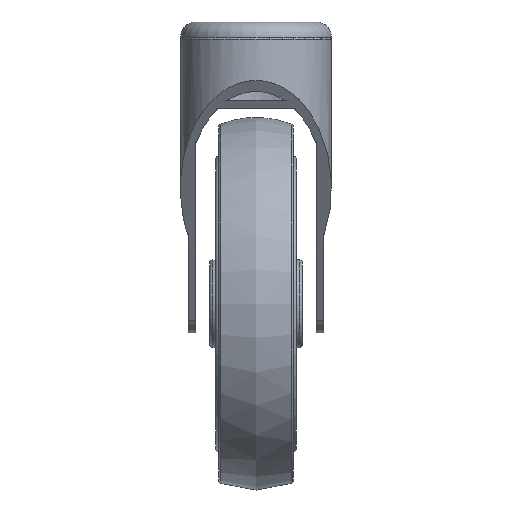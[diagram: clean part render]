
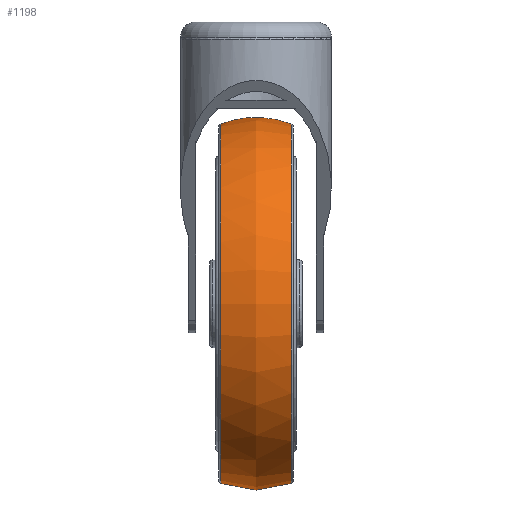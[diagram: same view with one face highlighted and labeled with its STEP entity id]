
A CAD part, front view. The second image highlights one B-rep face of the part: STEP entity #1198.
In plain terms, the highlighted free-form (B-spline) face has degree [2, 2] with [3, 9] control points.
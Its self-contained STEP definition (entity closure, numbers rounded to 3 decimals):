
#15=(
BOUNDED_CURVE()
B_SPLINE_CURVE(2,(#2228,#2229,#2230),.UNSPECIFIED.,.F.,.F.)
B_SPLINE_CURVE_WITH_KNOTS((3,3),(-0.374,0.374),
 .UNSPECIFIED.)
CURVE()
GEOMETRIC_REPRESENTATION_ITEM()
RATIONAL_B_SPLINE_CURVE((1.,0.931,1.))
REPRESENTATION_ITEM('')
);
#40=(
BOUNDED_SURFACE()
B_SPLINE_SURFACE(2,2,((#2200,#2201,#2202,#2203,#2204,#2205,#2206,#2207,
#2208),(#2209,#2210,#2211,#2212,#2213,#2214,#2215,#2216,#2217),(#2218,#2219,
#2220,#2221,#2222,#2223,#2224,#2225,#2226)),.UNSPECIFIED.,.F.,.T.,.F.)
B_SPLINE_SURFACE_WITH_KNOTS((3,3),(3,2,2,2,3),(-0.374,0.374),
(-3.142,-1.571,0.,1.571,3.142),
 .UNSPECIFIED.)
GEOMETRIC_REPRESENTATION_ITEM()
RATIONAL_B_SPLINE_SURFACE(((1.,0.707,1.,0.707,1.,
0.707,1.,0.707,1.),(0.931,0.658,
0.931,0.658,0.931,0.658,
0.931,0.658,0.931),(1.,0.707,
1.,0.707,1.,0.707,1.,0.707,1.)))
REPRESENTATION_ITEM('')
SURFACE()
);
#192=CIRCLE('',#1337,60.257);
#193=CIRCLE('',#1338,60.257);
#195=CIRCLE('',#1341,60.257);
#196=CIRCLE('',#1342,60.257);
#273=FACE_OUTER_BOUND('',#391,.T.);
#391=EDGE_LOOP('',(#1004,#1005,#1006,#1007,#1008,#1009));
#609=VERTEX_POINT('',#2193);
#610=VERTEX_POINT('',#2194);
#612=VERTEX_POINT('',#2227);
#613=VERTEX_POINT('',#2231);
#746=EDGE_CURVE('',#609,#610,#192,.T.);
#747=EDGE_CURVE('',#610,#609,#193,.T.);
#749=EDGE_CURVE('',#610,#612,#15,.T.);
#750=EDGE_CURVE('',#613,#612,#195,.T.);
#751=EDGE_CURVE('',#612,#613,#196,.T.);
#1004=ORIENTED_EDGE('',*,*,#746,.F.);
#1005=ORIENTED_EDGE('',*,*,#747,.F.);
#1006=ORIENTED_EDGE('',*,*,#749,.T.);
#1007=ORIENTED_EDGE('',*,*,#750,.F.);
#1008=ORIENTED_EDGE('',*,*,#751,.F.);
#1009=ORIENTED_EDGE('',*,*,#749,.F.);
#1198=ADVANCED_FACE('',(#273),#40,.F.);
#1337=AXIS2_PLACEMENT_3D('',#2195,#1652,#1653);
#1338=AXIS2_PLACEMENT_3D('',#2196,#1654,#1655);
#1341=AXIS2_PLACEMENT_3D('',#2232,#1660,#1661);
#1342=AXIS2_PLACEMENT_3D('',#2233,#1662,#1663);
#1652=DIRECTION('center_axis',(1.,0.,0.));
#1653=DIRECTION('ref_axis',(0.,-1.,0.));
#1654=DIRECTION('center_axis',(1.,0.,0.));
#1655=DIRECTION('ref_axis',(0.,-1.,0.));
#1660=DIRECTION('center_axis',(-1.,0.,0.));
#1661=DIRECTION('ref_axis',(0.,-1.,0.));
#1662=DIRECTION('center_axis',(-1.,0.,0.));
#1663=DIRECTION('ref_axis',(0.,-1.,0.));
#2193=CARTESIAN_POINT('',(11.865,61.182,-9.346));
#2194=CARTESIAN_POINT('',(11.865,0.925,50.911));
#2195=CARTESIAN_POINT('Origin',(11.865,0.925,-9.346));
#2196=CARTESIAN_POINT('Origin',(11.865,0.925,-9.346));
#2200=CARTESIAN_POINT('Ctrl Pts',(-11.865,0.925,50.911));
#2201=CARTESIAN_POINT('Ctrl Pts',(-11.865,-59.332,50.911));
#2202=CARTESIAN_POINT('Ctrl Pts',(-11.865,-59.332,-9.346));
#2203=CARTESIAN_POINT('Ctrl Pts',(-11.865,-59.332,-69.603));
#2204=CARTESIAN_POINT('Ctrl Pts',(-11.865,0.925,-69.603));
#2205=CARTESIAN_POINT('Ctrl Pts',(-11.865,61.182,-69.603));
#2206=CARTESIAN_POINT('Ctrl Pts',(-11.865,61.182,-9.346));
#2207=CARTESIAN_POINT('Ctrl Pts',(-11.865,61.182,50.911));
#2208=CARTESIAN_POINT('Ctrl Pts',(-11.865,0.925,50.911));
#2209=CARTESIAN_POINT('Ctrl Pts',(0.,0.925,
55.564));
#2210=CARTESIAN_POINT('Ctrl Pts',(0.,-63.985,
55.564));
#2211=CARTESIAN_POINT('Ctrl Pts',(0.,-63.985,
-9.346));
#2212=CARTESIAN_POINT('Ctrl Pts',(0.,-63.985,
-74.256));
#2213=CARTESIAN_POINT('Ctrl Pts',(0.,0.925,
-74.256));
#2214=CARTESIAN_POINT('Ctrl Pts',(0.,65.835,
-74.256));
#2215=CARTESIAN_POINT('Ctrl Pts',(0.,65.835,
-9.346));
#2216=CARTESIAN_POINT('Ctrl Pts',(0.,65.835,
55.564));
#2217=CARTESIAN_POINT('Ctrl Pts',(0.,0.925,
55.564));
#2218=CARTESIAN_POINT('Ctrl Pts',(11.865,0.925,50.911));
#2219=CARTESIAN_POINT('Ctrl Pts',(11.865,-59.332,50.911));
#2220=CARTESIAN_POINT('Ctrl Pts',(11.865,-59.332,-9.346));
#2221=CARTESIAN_POINT('Ctrl Pts',(11.865,-59.332,-69.603));
#2222=CARTESIAN_POINT('Ctrl Pts',(11.865,0.925,-69.603));
#2223=CARTESIAN_POINT('Ctrl Pts',(11.865,61.182,-69.603));
#2224=CARTESIAN_POINT('Ctrl Pts',(11.865,61.182,-9.346));
#2225=CARTESIAN_POINT('Ctrl Pts',(11.865,61.182,50.911));
#2226=CARTESIAN_POINT('Ctrl Pts',(11.865,0.925,50.911));
#2227=CARTESIAN_POINT('',(-11.865,0.925,50.911));
#2228=CARTESIAN_POINT('Ctrl Pts',(11.865,0.925,50.911));
#2229=CARTESIAN_POINT('Ctrl Pts',(0.,0.925,
55.564));
#2230=CARTESIAN_POINT('Ctrl Pts',(-11.865,0.925,50.911));
#2231=CARTESIAN_POINT('',(-11.865,61.182,-9.346));
#2232=CARTESIAN_POINT('Origin',(-11.865,0.925,-9.346));
#2233=CARTESIAN_POINT('Origin',(-11.865,0.925,-9.346));
